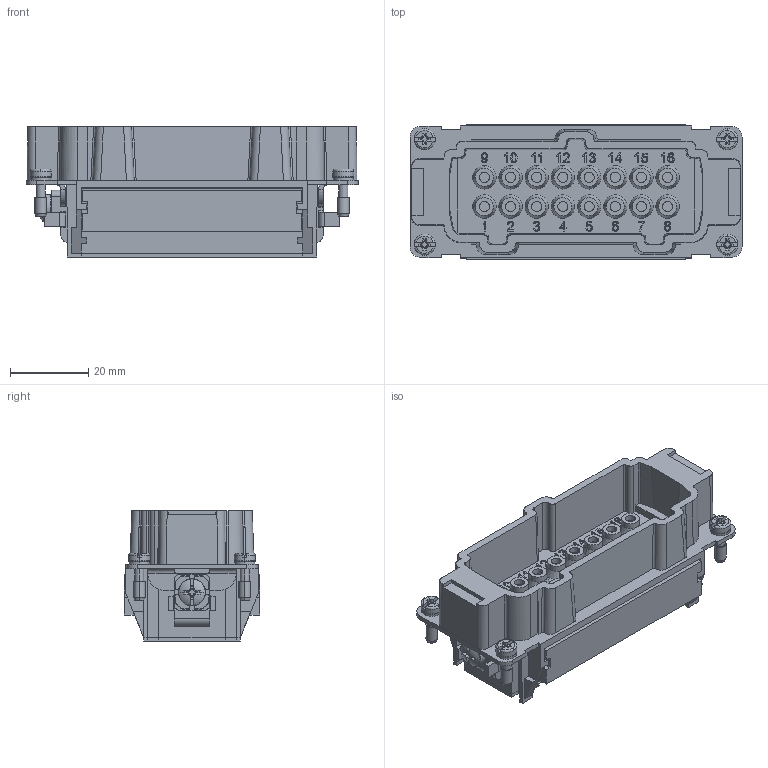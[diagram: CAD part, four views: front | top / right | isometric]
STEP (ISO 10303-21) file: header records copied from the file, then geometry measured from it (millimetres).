
FILE_DESCRIPTION (( 'STEP AP203' ), '1' );
FILE_NAME ('ZP-MC16B-1-MC016.STEP', '2023-07-06T19:27:08', ( '' ), ( '' ), 'SwSTEP 2.0', 'SolidWorks 2021', '' );
FILE_SCHEMA (( 'CONFIG_CONTROL_DESIGN' ));
Length unit declared in the file: inch
Products named in the file (1): ZP-MC16B-1-MC016
Bounding box: 85 x 34.6 x 33.3 mm (x, y, z)
Volume: 45176 mm3; surface area: 19210.9 mm2
Topology: 1 solids, 2 shells, 1353 faces, 3516 edges, 2298 vertices
Faces by surface type: plane 833, cylinder 250, bspline 174, cone 92, torus 4
Entity records: 47603 total; most frequent: CARTESIAN_POINT 15489, ORIENTED_EDGE 7032, DIRECTION 5929, EDGE_CURVE 3516, VECTOR 2435, LINE 2435, VERTEX_POINT 2298, AXIS2_PLACEMENT_3D 1747
